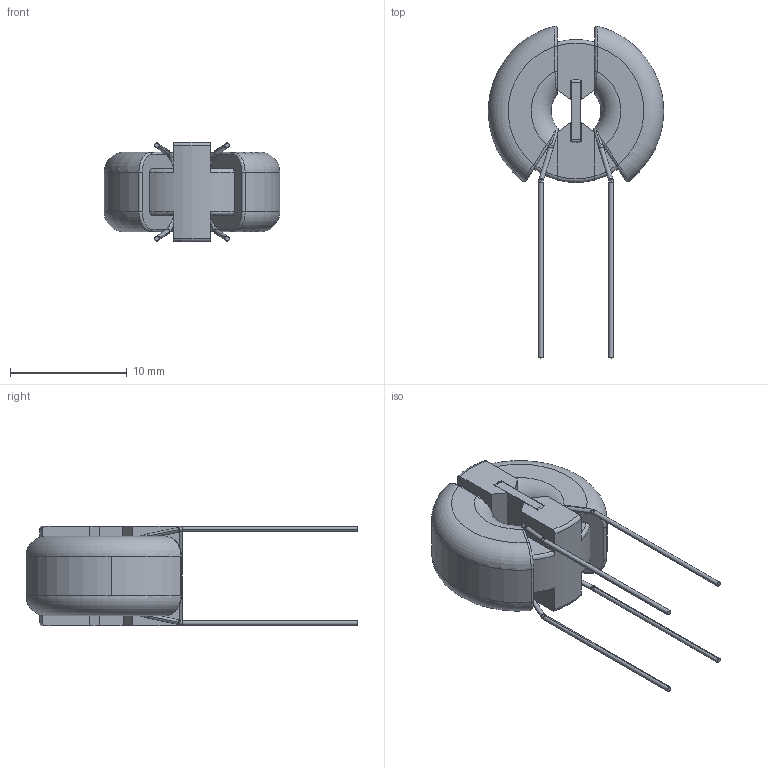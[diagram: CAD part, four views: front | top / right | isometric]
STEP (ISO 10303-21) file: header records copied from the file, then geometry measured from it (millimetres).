
FILE_DESCRIPTION (( 'STEP AP214' ), '1' );
FILE_NAME ('SC-02-10GS.STEP', '2019-02-05T05:34:20', ( '' ), ( '' ), 'SwSTEP 2.0', 'SolidWorks 2018', '' );
FILE_SCHEMA (( 'AUTOMOTIVE_DESIGN' ));
Length unit declared in the file: millimetre
Products named in the file (1): SC-02-10GS
Bounding box: 15 x 28.37 x 8.5 mm (x, y, z)
Volume: 1011.6 mm3; surface area: 1054.6 mm2
Topology: 1 solids, 5 shells, 279 faces, 748 edges, 475 vertices
Faces by surface type: plane 121, cylinder 75, bspline 40, torus 31, cone 12
Entity records: 17783 total; most frequent: CARTESIAN_POINT 8285, ORIENTED_EDGE 1496, DIRECTION 1196, EDGE_CURVE 748, VERTEX_POINT 475, AXIS2_PLACEMENT_3D 444, VECTOR 308, LINE 308
